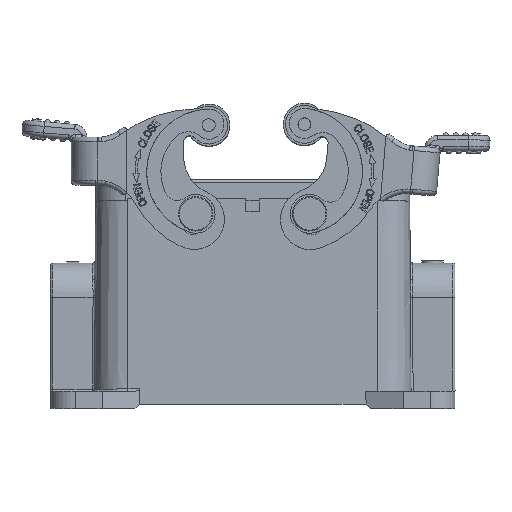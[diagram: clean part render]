
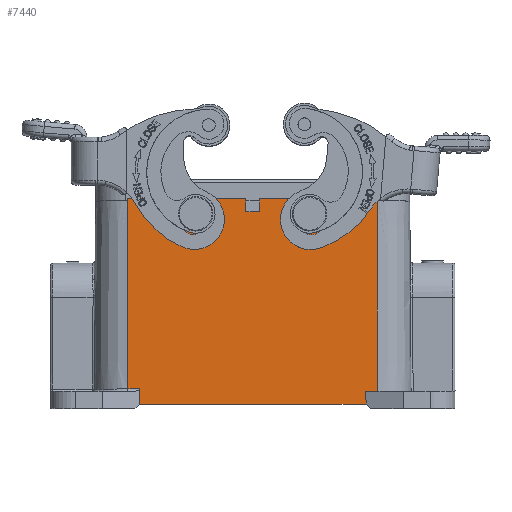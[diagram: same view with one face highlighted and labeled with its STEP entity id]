
A CAD part, top view. The second image highlights one B-rep face of the part: STEP entity #7440.
In plain terms, the highlighted planar face has unit normal (0, 0.009, 1).
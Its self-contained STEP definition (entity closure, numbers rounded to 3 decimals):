
#2304=LINE('',#34474,#4384);
#2312=LINE('',#34491,#4392);
#2377=LINE('',#34699,#4457);
#2507=LINE('',#35193,#4587);
#2527=LINE('',#35290,#4607);
#2528=LINE('',#35296,#4608);
#2529=LINE('',#35298,#4609);
#2530=LINE('',#35300,#4610);
#2531=LINE('',#35301,#4611);
#2532=LINE('',#35303,#4612);
#2533=LINE('',#35305,#4613);
#2534=LINE('',#35307,#4614);
#4384=VECTOR('',#27773,1.);
#4392=VECTOR('',#27785,1.);
#4457=VECTOR('',#27932,1.);
#4587=VECTOR('',#28284,1.);
#4607=VECTOR('',#28350,1.);
#4608=VECTOR('',#28357,1.);
#4609=VECTOR('',#28358,1.);
#4610=VECTOR('',#28359,1.);
#4611=VECTOR('',#28360,1.);
#4612=VECTOR('',#28361,1.);
#4613=VECTOR('',#28362,1.);
#4614=VECTOR('',#28363,1.);
#6600=PLANE('',#25557);
#7440=ADVANCED_FACE('',(#9261,#9262,#9263),#6600,.T.);
#9139=ELLIPSE('',#25555,2.282,2.281);
#9140=ELLIPSE('',#25556,2.331,2.331);
#9261=FACE_BOUND('',#9815,.T.);
#9262=FACE_BOUND('',#9816,.T.);
#9263=FACE_BOUND('',#9817,.T.);
#9815=EDGE_LOOP('',(#12044));
#9816=EDGE_LOOP('',(#12045));
#9817=EDGE_LOOP('',(#12046,#12047,#12048,#12049,#12050,#12051,#12052,#12053,
#12054,#12055,#12056,#12057));
#12044=ORIENTED_EDGE('',*,*,#21237,.F.);
#12045=ORIENTED_EDGE('',*,*,#21238,.F.);
#12046=ORIENTED_EDGE('',*,*,#21239,.T.);
#12047=ORIENTED_EDGE('',*,*,#20925,.F.);
#12048=ORIENTED_EDGE('',*,*,#20917,.T.);
#12049=ORIENTED_EDGE('',*,*,#21009,.F.);
#12050=ORIENTED_EDGE('',*,*,#21240,.T.);
#12051=ORIENTED_EDGE('',*,*,#21241,.F.);
#12052=ORIENTED_EDGE('',*,*,#21201,.F.);
#12053=ORIENTED_EDGE('',*,*,#21236,.F.);
#12054=ORIENTED_EDGE('',*,*,#21242,.T.);
#12055=ORIENTED_EDGE('',*,*,#21243,.F.);
#12056=ORIENTED_EDGE('',*,*,#21244,.T.);
#12057=ORIENTED_EDGE('',*,*,#21245,.F.);
#18568=VERTEX_POINT('',#34473);
#18569=VERTEX_POINT('',#34475);
#18576=VERTEX_POINT('',#34492);
#18630=VERTEX_POINT('',#34698);
#18758=VERTEX_POINT('',#35194);
#18759=VERTEX_POINT('',#35195);
#18780=VERTEX_POINT('',#35289);
#18781=VERTEX_POINT('',#35293);
#18782=VERTEX_POINT('',#35295);
#18783=VERTEX_POINT('',#35297);
#18784=VERTEX_POINT('',#35299);
#18785=VERTEX_POINT('',#35302);
#18786=VERTEX_POINT('',#35304);
#18787=VERTEX_POINT('',#35306);
#20917=EDGE_CURVE('',#18569,#18568,#2304,.T.);
#20925=EDGE_CURVE('',#18569,#18576,#2312,.T.);
#21009=EDGE_CURVE('',#18630,#18568,#2377,.T.);
#21201=EDGE_CURVE('',#18758,#18759,#2507,.T.);
#21236=EDGE_CURVE('',#18780,#18758,#2527,.T.);
#21237=EDGE_CURVE('',#18781,#18781,#9139,.T.);
#21238=EDGE_CURVE('',#18782,#18782,#9140,.T.);
#21239=EDGE_CURVE('',#18783,#18576,#2528,.T.);
#21240=EDGE_CURVE('',#18630,#18784,#2529,.T.);
#21241=EDGE_CURVE('',#18759,#18784,#2530,.T.);
#21242=EDGE_CURVE('',#18780,#18785,#2531,.T.);
#21243=EDGE_CURVE('',#18786,#18785,#2532,.T.);
#21244=EDGE_CURVE('',#18786,#18787,#2533,.T.);
#21245=EDGE_CURVE('',#18783,#18787,#2534,.T.);
#25555=AXIS2_PLACEMENT_3D('',#35292,#28353,#28354);
#25556=AXIS2_PLACEMENT_3D('',#35294,#28355,#28356);
#25557=AXIS2_PLACEMENT_3D('',#35308,#28364,#28365);
#27773=DIRECTION('',(-1.,0.,0.));
#27785=DIRECTION('',(0.,1.,-0.009));
#27932=DIRECTION('',(0.,-1.,0.009));
#28284=DIRECTION('',(-1.,0.,0.));
#28350=DIRECTION('',(0.018,1.,-0.009));
#28353=DIRECTION('',(0.,0.009,1.));
#28354=DIRECTION('',(0.,-1.,0.009));
#28355=DIRECTION('',(0.,0.009,1.));
#28356=DIRECTION('',(0.,-1.,0.009));
#28357=DIRECTION('',(-1.,0.,0.));
#28358=DIRECTION('',(-1.,0.,0.));
#28359=DIRECTION('',(0.,1.,-0.009));
#28360=DIRECTION('',(1.,0.,0.));
#28361=DIRECTION('',(0.018,-1.,0.009));
#28362=DIRECTION('',(1.,0.,0.));
#28363=DIRECTION('',(0.,-1.,0.009));
#28364=DIRECTION('',(0.,0.009,1.));
#28365=DIRECTION('',(-1.,0.,0.));
#34473=CARTESIAN_POINT('',(20.071,98.692,62.61));
#34474=CARTESIAN_POINT('',(-9.501,98.692,62.61));
#34475=CARTESIAN_POINT('',(23.271,98.692,62.61));
#34491=CARTESIAN_POINT('',(23.271,97.557,62.62));
#34492=CARTESIAN_POINT('',(23.271,101.692,62.584));
#34698=CARTESIAN_POINT('',(20.071,101.692,62.584));
#34699=CARTESIAN_POINT('',(20.071,101.702,62.584));
#35193=CARTESIAN_POINT('',(-9.501,57.487,62.97));
#35194=CARTESIAN_POINT('',(-4.616,57.487,62.97));
#35195=CARTESIAN_POINT('',(-7.329,57.487,62.97));
#35289=CARTESIAN_POINT('',(-4.681,53.992,63.));
#35290=CARTESIAN_POINT('',(-3.801,101.586,62.585));
#35292=CARTESIAN_POINT('',(34.921,98.172,62.615));
#35293=CARTESIAN_POINT('',(34.921,95.89,62.635));
#35294=CARTESIAN_POINT('',(8.421,98.171,62.615));
#35295=CARTESIAN_POINT('',(8.421,95.841,62.635));
#35296=CARTESIAN_POINT('',(50.671,101.692,62.584));
#35297=CARTESIAN_POINT('',(50.671,101.692,62.584));
#35298=CARTESIAN_POINT('',(20.071,101.692,62.584));
#35299=CARTESIAN_POINT('',(-7.329,101.692,62.584));
#35300=CARTESIAN_POINT('',(-7.329,79.657,62.776));
#35301=CARTESIAN_POINT('',(-9.501,53.992,63.));
#35302=CARTESIAN_POINT('',(48.023,53.992,63.));
#35303=CARTESIAN_POINT('',(47.123,102.738,62.575));
#35304=CARTESIAN_POINT('',(47.968,56.992,62.974));
#35305=CARTESIAN_POINT('',(-9.501,56.992,62.974));
#35306=CARTESIAN_POINT('',(50.671,56.992,62.974));
#35307=CARTESIAN_POINT('',(50.671,79.409,62.779));
#35308=CARTESIAN_POINT('',(-9.501,101.692,62.584));
